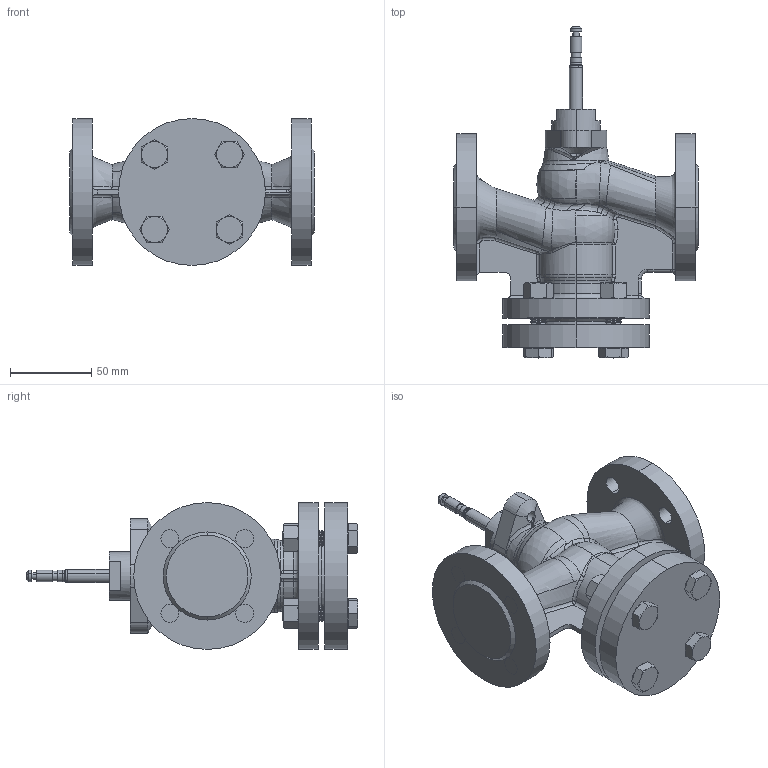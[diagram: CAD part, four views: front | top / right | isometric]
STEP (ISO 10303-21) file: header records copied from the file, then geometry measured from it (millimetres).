
FILE_DESCRIPTION (( 'STEP AP203' ), '1' );
FILE_NAME ('206_DN20_PN6_DEF.STEP', '2012-02-13T07:12:05', ( 'test' ), ( '' ), 'SwSTEP 2.0', 'SolidWorks 2011', '' );
FILE_SCHEMA (( 'CONFIG_CONTROL_DESIGN' ));
Products named in the file (1): 206_DN20_PN6_DEF
Bounding box: 150.45 x 204.01 x 90.27 mm (x, y, z)
Surface area: 103764.3 mm2 (no closed solid volume)
Topology: 0 solids, 2 shells, 542 faces, 1333 edges, 814 vertices
Faces by surface type: cone 155, plane 135, cylinder 111, bspline 94, torus 33, sphere 14
Entity records: 83691 total; most frequent: CARTESIAN_POINT 71676, ORIENTED_EDGE 2634, DIRECTION 2333, EDGE_CURVE 1322, AXIS2_PLACEMENT_3D 996, VERTEX_POINT 812, EDGE_LOOP 580, CIRCLE 547
